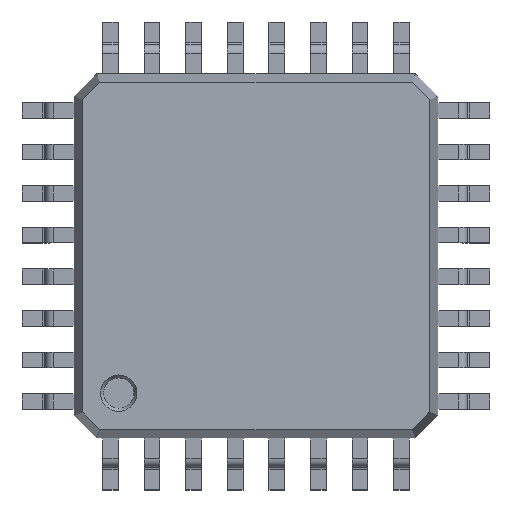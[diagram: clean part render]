
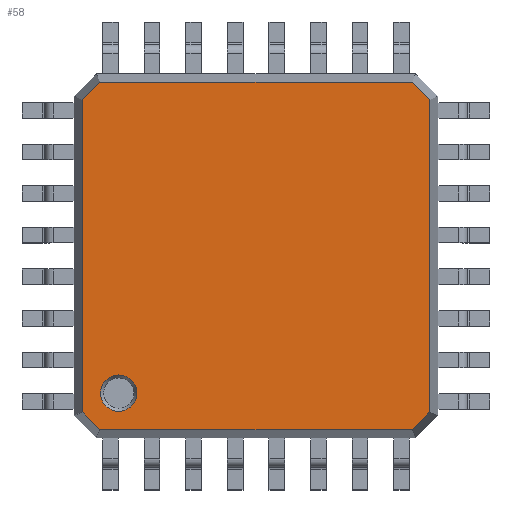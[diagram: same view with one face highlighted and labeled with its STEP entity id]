
A CAD part, top view. The second image highlights one B-rep face of the part: STEP entity #58.
In plain terms, the highlighted planar face has unit normal (0, 0, 1).
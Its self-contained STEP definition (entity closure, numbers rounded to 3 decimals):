
#58=ADVANCED_FACE('',(#4054,#4056),#4058,.T.);
#4054=FACE_BOUND('',#4055,.T.);
#4055=EDGE_LOOP('',(#7230,#7231,#7232,#7233,#7234,#7235,#7236,#7237));
#4056=FACE_BOUND('',#4057,.T.);
#4057=EDGE_LOOP('',(#7238));
#4058=PLANE('',#4059);
#4059=AXIS2_PLACEMENT_3D('',#4060,#4061,#4062);
#4060=CARTESIAN_POINT('',(0.,0.,1.5));
#4061=DIRECTION('',(0.,0.,1.));
#4062=DIRECTION('',(1.,0.,0.));
#7230=ORIENTED_EDGE('',*,*,#9650,.T.);
#7231=ORIENTED_EDGE('',*,*,#9651,.F.);
#7232=ORIENTED_EDGE('',*,*,#9652,.T.);
#7233=ORIENTED_EDGE('',*,*,#9653,.F.);
#7234=ORIENTED_EDGE('',*,*,#9654,.T.);
#7235=ORIENTED_EDGE('',*,*,#9655,.F.);
#7236=ORIENTED_EDGE('',*,*,#9656,.T.);
#7237=ORIENTED_EDGE('',*,*,#9657,.F.);
#7238=ORIENTED_EDGE('',*,*,#9658,.T.);
#9650=EDGE_CURVE('',#10860,#10861,#10862,.T.);
#9651=EDGE_CURVE('',#10863,#10861,#10864,.F.);
#9652=EDGE_CURVE('',#10863,#10865,#10866,.T.);
#9653=EDGE_CURVE('',#10867,#10865,#10868,.F.);
#9654=EDGE_CURVE('',#10867,#10869,#10870,.T.);
#9655=EDGE_CURVE('',#10871,#10869,#10872,.F.);
#9656=EDGE_CURVE('',#10871,#10873,#10874,.T.);
#9657=EDGE_CURVE('',#10860,#10873,#10875,.F.);
#9658=EDGE_CURVE('',#10876,#10876,#10877,.F.);
#10860=VERTEX_POINT('',#12872);
#10861=VERTEX_POINT('',#12873);
#10862=LINE('',#12874,#12875);
#10863=VERTEX_POINT('',#12877);
#10864=LINE('',#12878,#12879);
#10865=VERTEX_POINT('',#12881);
#10866=LINE('',#12882,#12883);
#10867=VERTEX_POINT('',#12885);
#10868=LINE('',#12886,#12887);
#10869=VERTEX_POINT('',#12889);
#10870=LINE('',#12890,#12891);
#10871=VERTEX_POINT('',#12893);
#10872=LINE('',#12894,#12895);
#10873=VERTEX_POINT('',#12897);
#10874=LINE('',#12898,#12899);
#10875=LINE('',#12901,#12902);
#10876=VERTEX_POINT('',#12904);
#10877=CIRCLE('',#12905,0.35);
#12872=CARTESIAN_POINT('',(3.34,-3.,1.5));
#12873=CARTESIAN_POINT('',(3.34,3.,1.5));
#12874=CARTESIAN_POINT('',(3.34,-3.,1.5));
#12875=VECTOR('',#12876,1.);
#12876=DIRECTION('',(0.,1.,0.));
#12877=CARTESIAN_POINT('',(3.,3.34,1.5));
#12878=CARTESIAN_POINT('',(3.34,3.,1.5));
#12879=VECTOR('',#12880,1.);
#12880=DIRECTION('',(-0.707,0.707,0.));
#12881=CARTESIAN_POINT('',(-3.,3.34,1.5));
#12882=CARTESIAN_POINT('',(3.,3.34,1.5));
#12883=VECTOR('',#12884,1.);
#12884=DIRECTION('',(-1.,0.,0.));
#12885=CARTESIAN_POINT('',(-3.34,3.,1.5));
#12886=CARTESIAN_POINT('',(-3.,3.34,1.5));
#12887=VECTOR('',#12888,1.);
#12888=DIRECTION('',(-0.707,-0.707,0.));
#12889=CARTESIAN_POINT('',(-3.34,-3.,1.5));
#12890=CARTESIAN_POINT('',(-3.34,3.,1.5));
#12891=VECTOR('',#12892,1.);
#12892=DIRECTION('',(0.,-1.,0.));
#12893=CARTESIAN_POINT('',(-3.,-3.34,1.5));
#12894=CARTESIAN_POINT('',(-3.34,-3.,1.5));
#12895=VECTOR('',#12896,1.);
#12896=DIRECTION('',(0.707,-0.707,0.));
#12897=CARTESIAN_POINT('',(3.,-3.34,1.5));
#12898=CARTESIAN_POINT('',(-3.,-3.34,1.5));
#12899=VECTOR('',#12900,1.);
#12900=DIRECTION('',(1.,0.,0.));
#12901=CARTESIAN_POINT('',(3.,-3.34,1.5));
#12902=VECTOR('',#12903,1.);
#12903=DIRECTION('',(0.707,0.707,0.));
#12904=CARTESIAN_POINT('',(-2.29,-2.64,1.5));
#12905=AXIS2_PLACEMENT_3D('',#12906,#12907,#12908);
#12906=CARTESIAN_POINT('',(-2.64,-2.64,1.5));
#12907=DIRECTION('',(0.,0.,1.));
#12908=DIRECTION('',(1.,0.,0.));
